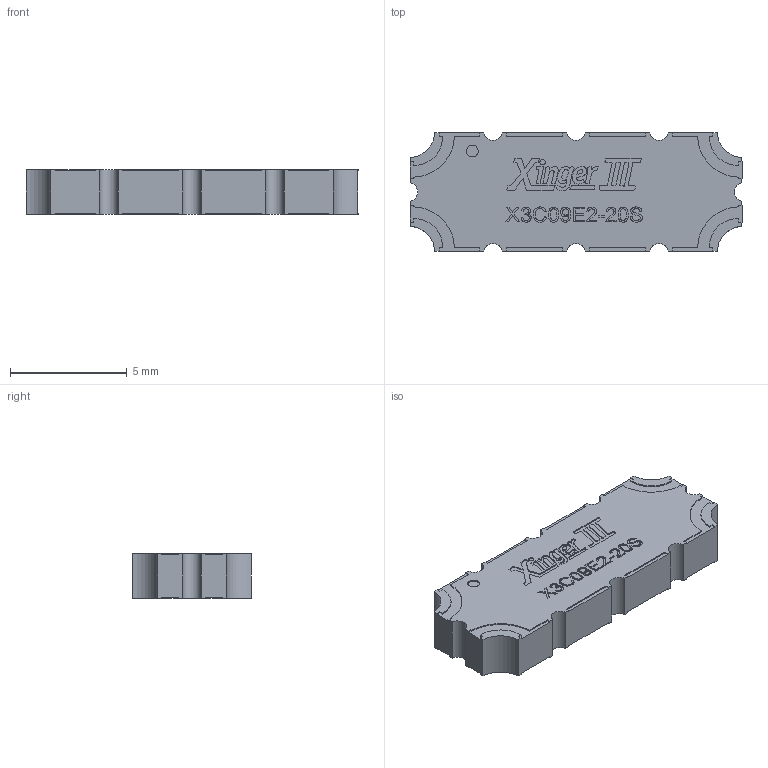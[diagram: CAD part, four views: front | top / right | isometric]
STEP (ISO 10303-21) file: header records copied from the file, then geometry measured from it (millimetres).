
FILE_DESCRIPTION (( 'STEP AP203' ), '1' );
FILE_NAME ('X3C09E2-20S.STEP', '2025-04-18T15:00:50', ( '' ), ( '' ), 'SwSTEP 2.0', 'SolidWorks 2023', '' );
FILE_SCHEMA (( 'CONFIG_CONTROL_DESIGN' ));
Length unit declared in the file: inch
Products named in the file (1): X3C09E2-20S
Bounding box: 14.22 x 5.08 x 1.91 mm (x, y, z)
Volume: 126.9 mm3; surface area: 215.5 mm2
Topology: 1 solids, 1 shells, 495 faces, 1392 edges, 928 vertices
Faces by surface type: plane 290, cylinder 114, bspline 91
Entity records: 21307 total; most frequent: CARTESIAN_POINT 8827, ORIENTED_EDGE 2784, DIRECTION 2248, EDGE_CURVE 1392, VECTOR 982, LINE 982, VERTEX_POINT 928, AXIS2_PLACEMENT_3D 633
